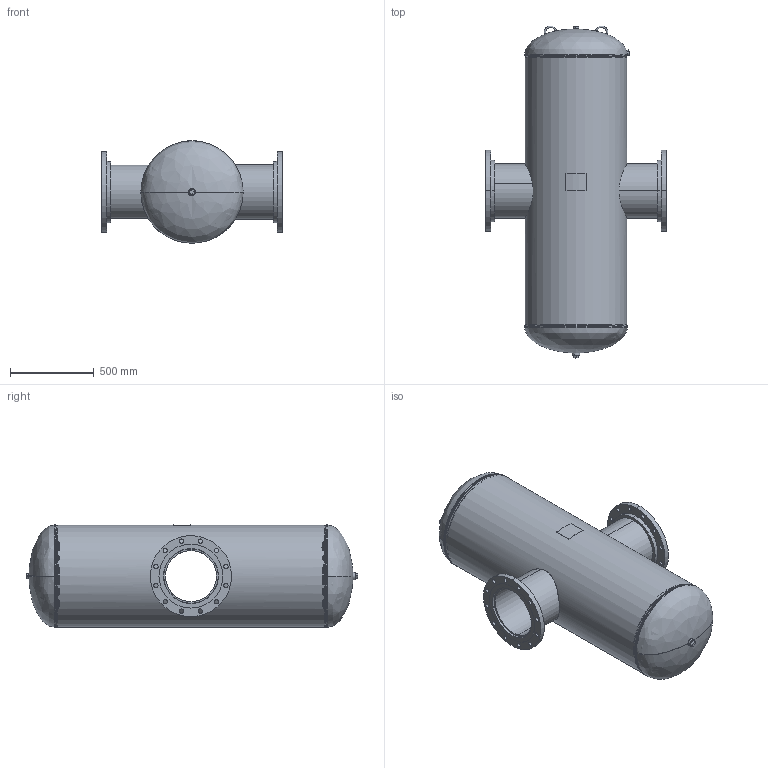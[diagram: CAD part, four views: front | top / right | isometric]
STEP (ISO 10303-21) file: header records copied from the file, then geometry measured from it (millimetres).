
FILE_DESCRIPTION (( 'STEP AP203' ), '1' );
FILE_NAME ('WVAN-12.STEP', '2021-03-15T18:09:14', ( '' ), ( '' ), 'SwSTEP 2.0', 'SolidWorks 2021', '' );
FILE_SCHEMA (( 'CONFIG_CONTROL_DESIGN' ));
Length unit declared in the file: inch
Products named in the file (11): WVAN-12; 9301150_12.25; 99B1597; 9200140; 9400540; PLUGS_9500150; 9500030; SORF FLANGES ASME B16.5_12 150# SA-105; 9600830_24" VERT; 9500050
Assembly tree (14 placements, depth 2):
  WVAN-12
    99B1597
    9200140
    9200140
    9500030  x2
    9500050
    PLUGS_9500150
    9301150_12.25  x2
    SORF FLANGES ASME B16.5_12 150# SA-105  x2
    9400540  x2
    9600830_24" VERT
Bounding box: 1079.5 x 1978.36 x 610.76 mm (x, y, z)
Volume: 26485520.1 mm3; surface area: 9583907 mm2
Topology: 14 solids, 14 shells, 227 faces, 516 edges, 322 vertices
Faces by surface type: cylinder 118, plane 43, torus 28, cone 26, bspline 12
Full cylindrical faces by diameter (mm): 600.1 x1, 607.416 x1
Entity records: 10669 total; most frequent: CARTESIAN_POINT 5426, DIRECTION 924, ORIENTED_EDGE 756, AXIS2_PLACEMENT_3D 400, EDGE_CURVE 378, VERTEX_POINT 230, CIRCLE 226, EDGE_LOOP 212
